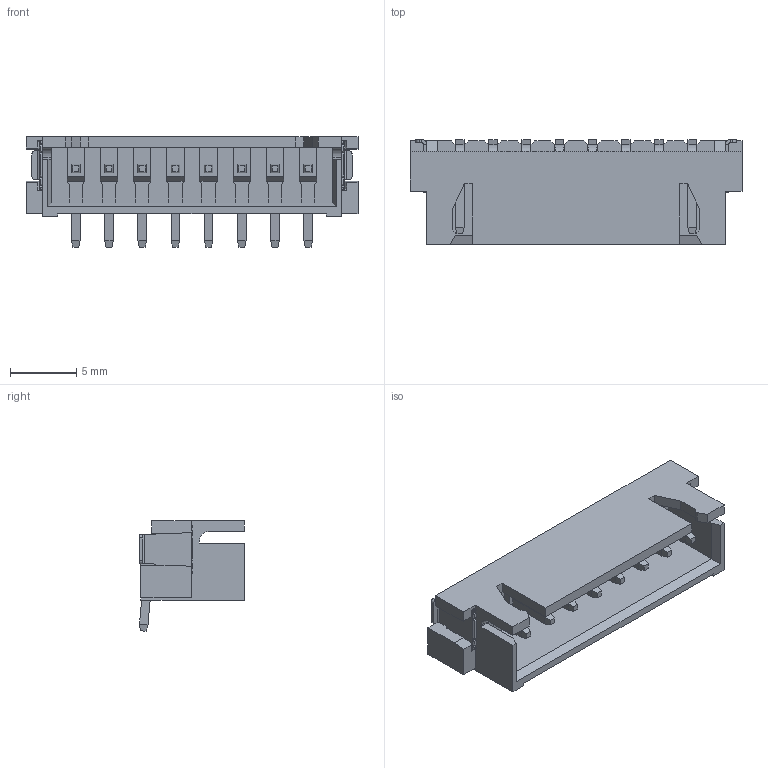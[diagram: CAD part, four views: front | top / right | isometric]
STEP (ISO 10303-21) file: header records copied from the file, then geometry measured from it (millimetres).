
FILE_DESCRIPTION( ('This file contains a STEP AP42 implementation' ,'as created by ZW3D STEP Interface translator.') ,'2;1' );
FILE_NAME( 'WF2501-WMHXXTR1.stp' ,'23 425.111243', (''), ('ZWCAD Software Co.'), 'Version 1.0', 'ZW3D to STEP translator', '' );
FILE_SCHEMA(('AUTOMOTIVE_DESIGN { 1 0 10303 214 1 1 1 1 }'));
Length unit declared in the file: millimetre
Products named in the file (3): 0; WF2501-WMHXXTR1; ASSEMBLY-HSG
Assembly tree (1 placements, depth 2):
  0
  WF2501-WMHXXTR1
    ASSEMBLY-HSG
Bounding box: 25 x 7.9 x 8.32 mm (x, y, z)
Volume: 487.7 mm3; surface area: 1304.2 mm2
Topology: 1 solids, 1 shells, 537 faces, 1411 edges, 884 vertices
Faces by surface type: plane 475, cylinder 34, bspline 28
Entity records: 16994 total; most frequent: CARTESIAN_POINT 3340, ORIENTED_EDGE 2822, DIRECTION 2521, EDGE_CURVE 1411, VECTOR 1255, LINE 1255, VERTEX_POINT 884, AXIS2_PLACEMENT_3D 633
